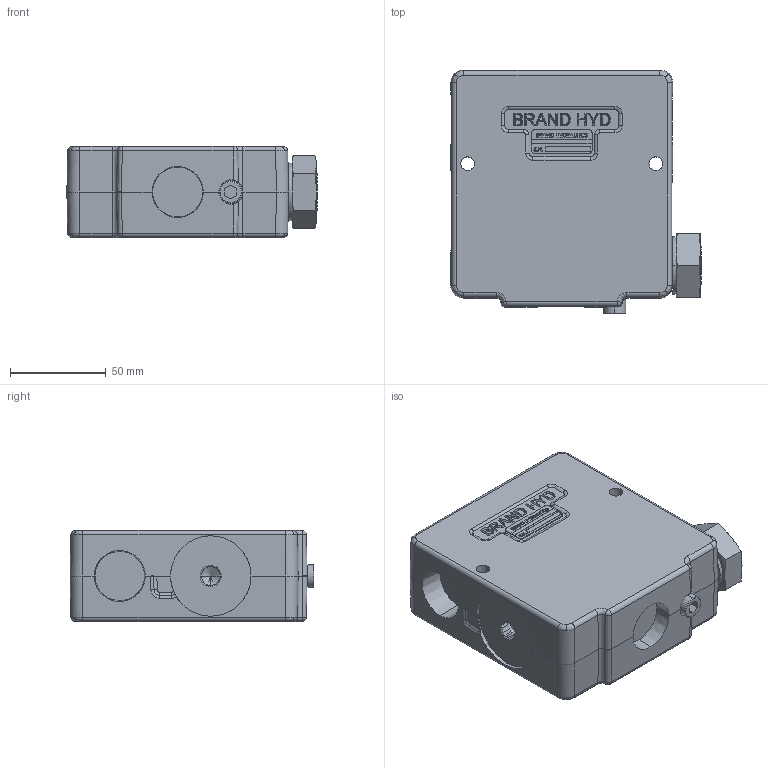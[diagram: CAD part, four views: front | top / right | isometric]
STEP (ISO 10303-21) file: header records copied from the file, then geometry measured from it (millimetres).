
FILE_DESCRIPTION (( 'STEP AP203' ), '1' );
FILE_NAME ('FP53 GENERIC ASSEMBLY.STEP', '2013-08-02T18:43:30', ( 'branduser' ), ( '' ), 'SwSTEP 2.0', 'SolidWorks 2013', '' );
FILE_SCHEMA (( 'CONFIG_CONTROL_DESIGN' ));
Length unit declared in the file: inch
Products named in the file (1): FP53 GENERIC ASSEMBLY
Bounding box: 130.84 x 127.53 x 47.62 mm (x, y, z)
Volume: 646181.2 mm3; surface area: 66357.2 mm2
Topology: 5 solids, 9 shells, 694 faces, 1798 edges, 1159 vertices
Faces by surface type: plane 369, bspline 157, cylinder 94, cone 58, torus 12, sphere 4
Entity records: 30658 total; most frequent: CARTESIAN_POINT 14910, ORIENTED_EDGE 3580, DIRECTION 2670, EDGE_CURVE 1790, VERTEX_POINT 1159, VECTOR 1036, LINE 1036, AXIS2_PLACEMENT_3D 817
